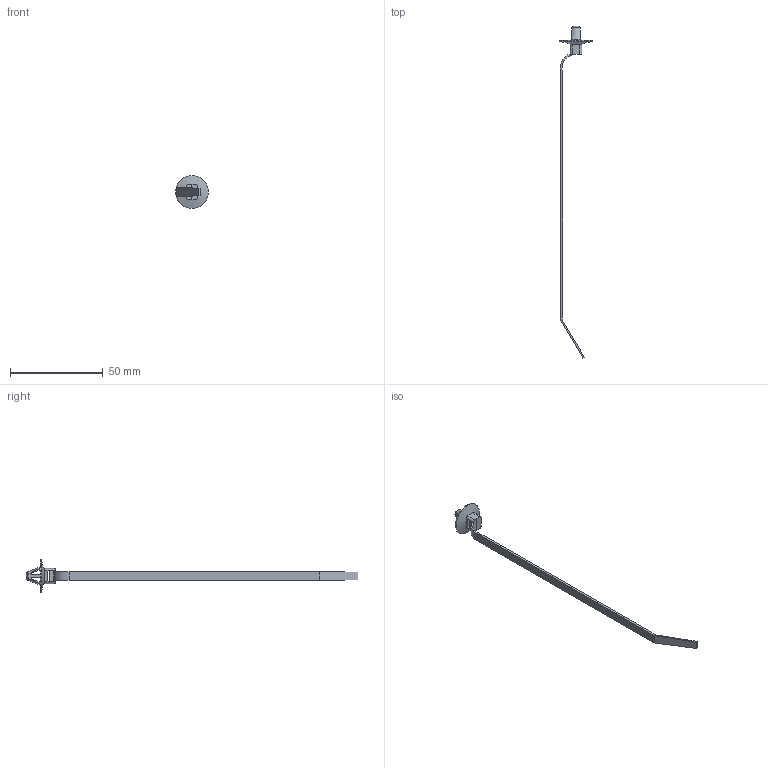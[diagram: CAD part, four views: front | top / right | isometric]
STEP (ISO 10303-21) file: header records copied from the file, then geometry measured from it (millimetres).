
FILE_DESCRIPTION(/* description */ (''),/* implementation_level */ '2;1');
FILE_NAME(/* name */ 'PLUP40S.stp',/* time_stamp */ '2023-06-30T15:07:34-05:00',/* author */ (''),/* organization */ (''),/* preprocessor_version */ 'ST-DEVELOPER v16.7',/* originating_system */ 'SIEMENS PLM Software NX 1926',/* authorisation */ '');
FILE_SCHEMA (('AP203_CONFIGURATION_CONTROLLED_3D_DESIGN_OF_MECHANICAL_PARTS_AND_ASSEMBLIES_MIM_LF { 1 0 10303 403 2 1 2}'));
Length unit declared in the file: inch
Products named in the file (1): BWG09BC6E9F2ifh
Bounding box: 17.78 x 179.47 x 17.78 mm (x, y, z)
Volume: 1446 mm3; surface area: 3145.3 mm2
Topology: 3 solids, 3 shells, 56 faces, 147 edges, 96 vertices
Faces by surface type: plane 38, cylinder 13, cone 4, bspline 1
Full cylindrical faces by diameter (mm): 5.818 x1, 5.842 x1, 17.78 x1
Entity records: 1884 total; most frequent: CARTESIAN_POINT 409, DIRECTION 281, ORIENTED_EDGE 280, EDGE_CURVE 140, VERTEX_POINT 95, LINE 95, VECTOR 95, AXIS2_PLACEMENT_3D 93
